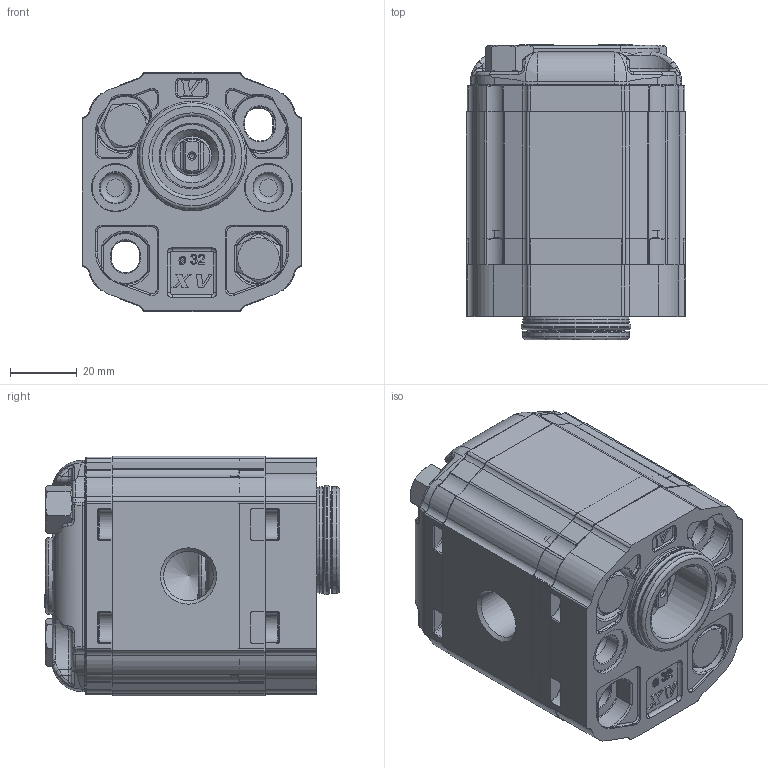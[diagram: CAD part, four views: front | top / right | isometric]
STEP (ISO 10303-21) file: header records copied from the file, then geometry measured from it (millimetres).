
FILE_DESCRIPTION( ( 'Unknown' ), '1' );
FILE_NAME( 'X1P2032CBBA.stp', 'Unknown', ( 'Unknown' ), ( 'Unknown' ), 'PSStep 14.0', 'Unknown', ' ' );
FILE_SCHEMA( ( 'AUTOMOTIVE_DESIGN { 1 0 10303 214 1 1 1 1 }' ) );
Length unit declared in the file: millimetre
Products named in the file (5): Assem1; X1P32; 1C; X1BBH46; XP161-A
Bounding box: 66 x 88.9 x 72 mm (x, y, z)
Surface area: 124988.2 mm2
Topology: 8 solids, 10 shells, 3640 faces, 9232 edges, 5848 vertices
Faces by surface type: plane 1622, cylinder 974, torus 386, extrusion 296, bspline 256, cone 98, sphere 8
Full cylindrical faces by diameter (mm): 1.5 x2, 3 x8, 8 x8, 8.5 x6, 9 x4, 9.3 x4, 10.5 x4, 11.965 x2, 12 x2, 14.5 x4, 14.95 x4, 15.941 x2, 17.99 x2, 19.02 x4, 24 x2, 29.4 x4, 32 x4, 32.96 x2
Entity records: 77055 total; most frequent: CARTESIAN_POINT 19596, ORIENTED_EDGE 8948, DIRECTION 8632, EDGE_CURVE 4474, AXIS2_PLACEMENT_3D 2998, VERTEX_POINT 2887, VECTOR 2636, LINE 2488
